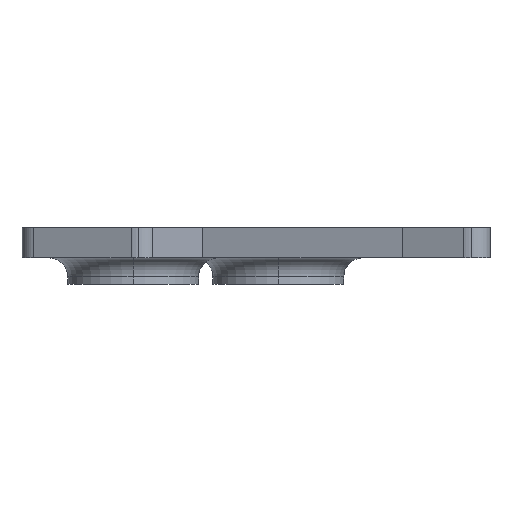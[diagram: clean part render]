
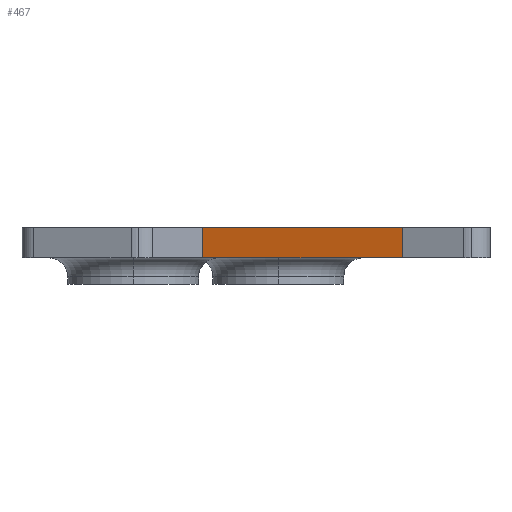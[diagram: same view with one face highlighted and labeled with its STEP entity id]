
A CAD part, left-side view. The second image highlights one B-rep face of the part: STEP entity #467.
In plain terms, the highlighted planar face has unit normal (-0.383, -0.924, 0).
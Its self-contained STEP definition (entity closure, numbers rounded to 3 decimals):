
#34 = DIRECTION ( 'NONE',  ( 0., 0., -1. ) ) ;
#49 = VECTOR ( 'NONE', #34, 1000. ) ;
#154 = EDGE_CURVE ( 'NONE', #1409, #1669, #1555, .T. ) ;
#163 = LINE ( 'NONE', #1554, #383 ) ;
#235 = LINE ( 'NONE', #547, #49 ) ;
#237 = ORIENTED_EDGE ( 'NONE', *, *, #154, .T. ) ;
#264 = CARTESIAN_POINT ( 'NONE',  ( -6.666, -2.651, 1.6 ) ) ;
#266 = EDGE_LOOP ( 'NONE', ( #1183, #1534, #1842, #237 ) ) ;
#287 = CARTESIAN_POINT ( 'NONE',  ( -31.149, 7.49, 1.6 ) ) ;
#383 = VECTOR ( 'NONE', #766, 1000. ) ;
#434 = PLANE ( 'NONE',  #1046 ) ;
#467 = ADVANCED_FACE ( 'NONE', ( #1996 ), #434, .F. ) ;
#493 = DIRECTION ( 'NONE',  ( 0.924, -0.383, 0. ) ) ;
#494 = VECTOR ( 'NONE', #493, 1000. ) ;
#500 = CARTESIAN_POINT ( 'NONE',  ( -5.742, -3.034, 1.6 ) ) ;
#539 = CARTESIAN_POINT ( 'NONE',  ( -5.742, -3.034, 0. ) ) ;
#547 = CARTESIAN_POINT ( 'NONE',  ( -5.742, -3.034, 1.6 ) ) ;
#561 = CARTESIAN_POINT ( 'NONE',  ( -31.149, 7.49, 0. ) ) ;
#565 = EDGE_CURVE ( 'NONE', #1409, #1140, #797, .T. ) ;
#766 = DIRECTION ( 'NONE',  ( 0.924, -0.383, 0. ) ) ;
#797 = LINE ( 'NONE', #1245, #494 ) ;
#1046 = AXIS2_PLACEMENT_3D ( 'NONE', #264, #1540, #1854 ) ;
#1140 = VERTEX_POINT ( 'NONE', #500 ) ;
#1163 = EDGE_CURVE ( 'NONE', #1140, #1242, #235, .T. ) ;
#1183 = ORIENTED_EDGE ( 'NONE', *, *, #1419, .T. ) ;
#1242 = VERTEX_POINT ( 'NONE', #539 ) ;
#1245 = CARTESIAN_POINT ( 'NONE',  ( -31.149, 7.49, 1.6 ) ) ;
#1247 = CARTESIAN_POINT ( 'NONE',  ( -31.149, 7.49, 1.6 ) ) ;
#1330 = VECTOR ( 'NONE', #1738, 1000. ) ;
#1409 = VERTEX_POINT ( 'NONE', #1247 ) ;
#1419 = EDGE_CURVE ( 'NONE', #1669, #1242, #163, .T. ) ;
#1534 = ORIENTED_EDGE ( 'NONE', *, *, #1163, .F. ) ;
#1540 = DIRECTION ( 'NONE',  ( 0.383, 0.924, 0. ) ) ;
#1554 = CARTESIAN_POINT ( 'NONE',  ( -6.666, -2.651, 0. ) ) ;
#1555 = LINE ( 'NONE', #287, #1330 ) ;
#1669 = VERTEX_POINT ( 'NONE', #561 ) ;
#1738 = DIRECTION ( 'NONE',  ( 0., 0., -1. ) ) ;
#1842 = ORIENTED_EDGE ( 'NONE', *, *, #565, .F. ) ;
#1854 = DIRECTION ( 'NONE',  ( -0.924, 0.383, 0. ) ) ;
#1996 = FACE_OUTER_BOUND ( 'NONE', #266, .T. ) ;
